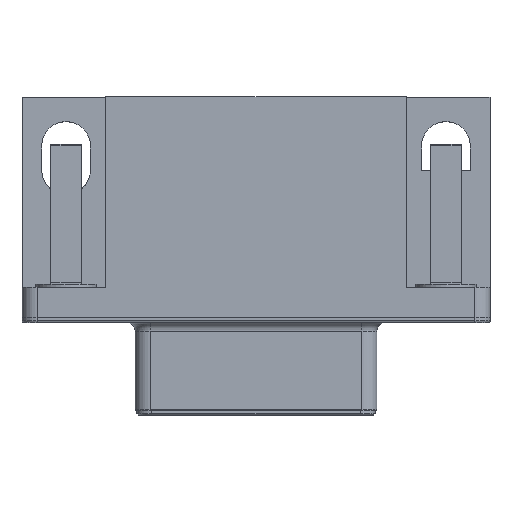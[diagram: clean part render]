
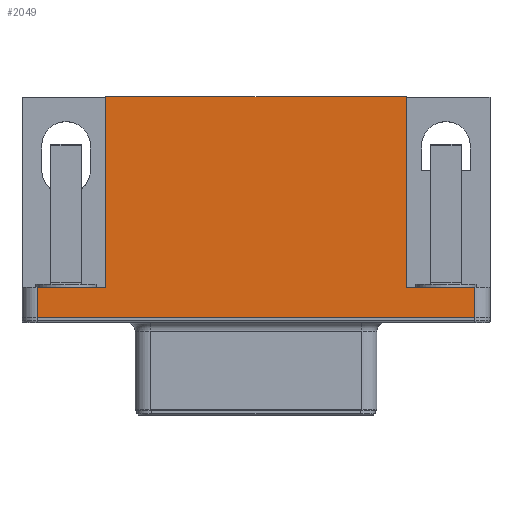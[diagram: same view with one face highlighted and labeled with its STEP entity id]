
A CAD part, top view. The second image highlights one B-rep face of the part: STEP entity #2049.
In plain terms, the highlighted planar face has unit normal (0, 0, 1).
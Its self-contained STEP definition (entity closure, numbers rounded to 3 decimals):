
#28=VECTOR('',#29,1.);
#29=DIRECTION('',(0.,-1.,0.));
#36=VECTOR('',#37,1.);
#37=DIRECTION('',(1.,0.,0.));
#47=VECTOR('',#48,1.);
#48=DIRECTION('',(-1.,0.,0.));
#74=DIRECTION('',(0.,1.,0.));
#203=DIRECTION('',(0.,0.,1.));
#1883=VERTEX_POINT('',#1884);
#1884=CARTESIAN_POINT('',(-19.94,-12.74,12.5));
#1887=ORIENTED_EDGE('',*,*,#1888,.F.);
#1888=EDGE_CURVE('',#1889,#1883,#1891,.T.);
#1889=VERTEX_POINT('',#1890);
#1890=CARTESIAN_POINT('',(8.86,-12.74,12.5));
#1891=LINE('',#1890,#47);
#2049=ADVANCED_FACE('',(#2050),#2090,.T.);
#2050=FACE_BOUND('',#2051,.T.);
#2051=EDGE_LOOP('',(#1887,#2052,#2058,#2063,#2069,#2075,#2081,#2087));
#2052=ORIENTED_EDGE('',*,*,#2053,.T.);
#2053=EDGE_CURVE('',#1889,#2054,#2056,.T.);
#2054=VERTEX_POINT('',#2055);
#2055=CARTESIAN_POINT('',(8.86,-10.74,12.5));
#2056=LINE('',#1890,#2057);
#2057=VECTOR('',#74,1.);
#2058=ORIENTED_EDGE('',*,*,#2059,.F.);
#2059=EDGE_CURVE('',#2060,#2054,#2062,.T.);
#2060=VERTEX_POINT('',#2061);
#2061=CARTESIAN_POINT('',(4.36,-10.74,12.5));
#2062=LINE('',#2055,#36);
#2063=ORIENTED_EDGE('',*,*,#2064,.F.);
#2064=EDGE_CURVE('',#2065,#2060,#2067,.T.);
#2065=VERTEX_POINT('',#2066);
#2066=CARTESIAN_POINT('',(4.36,1.8,12.5));
#2067=LINE('',#2068,#28);
#2068=CARTESIAN_POINT('',(4.36,-11.74,12.5));
#2069=ORIENTED_EDGE('',*,*,#2070,.T.);
#2070=EDGE_CURVE('',#2065,#2071,#2073,.T.);
#2071=VERTEX_POINT('',#2072);
#2072=CARTESIAN_POINT('',(-15.44,1.8,12.5));
#2073=LINE('',#2074,#47);
#2074=CARTESIAN_POINT('',(9.86,1.8,12.5));
#2075=ORIENTED_EDGE('',*,*,#2076,.F.);
#2076=EDGE_CURVE('',#2077,#2071,#2079,.T.);
#2077=VERTEX_POINT('',#2078);
#2078=CARTESIAN_POINT('',(-15.44,-10.74,12.5));
#2079=LINE('',#2080,#2057);
#2080=CARTESIAN_POINT('',(-15.44,-11.74,12.5));
#2081=ORIENTED_EDGE('',*,*,#2082,.F.);
#2082=EDGE_CURVE('',#2083,#2077,#2085,.T.);
#2083=VERTEX_POINT('',#2084);
#2084=CARTESIAN_POINT('',(-19.94,-10.74,12.5));
#2085=LINE('',#2086,#36);
#2086=CARTESIAN_POINT('',(-4.54,-10.74,12.5));
#2087=ORIENTED_EDGE('',*,*,#2088,.F.);
#2088=EDGE_CURVE('',#1883,#2083,#2089,.T.);
#2089=LINE('',#1884,#2057);
#2090=PLANE('',#2091);
#2091=AXIS2_PLACEMENT_3D('',#2092,#203,#48);
#2092=CARTESIAN_POINT('',(9.86,-12.74,12.5));
